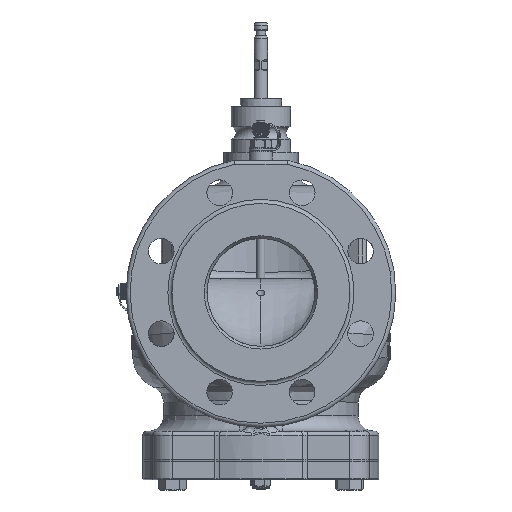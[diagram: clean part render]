
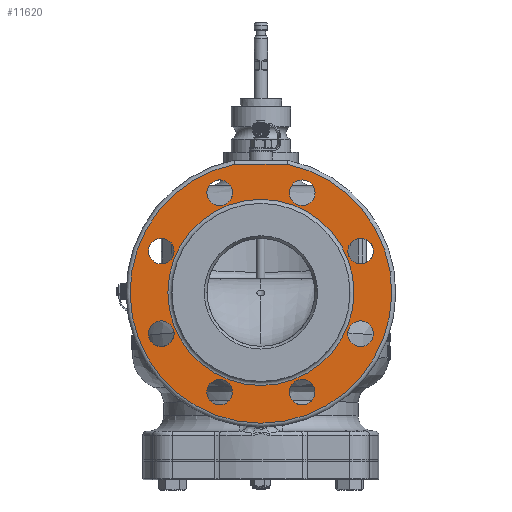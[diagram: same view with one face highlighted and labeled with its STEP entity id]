
A CAD part, left-side view. The second image highlights one B-rep face of the part: STEP entity #11620.
In plain terms, the highlighted planar face has unit normal (-1, 0, 0).
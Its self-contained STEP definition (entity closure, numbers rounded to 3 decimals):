
#5711=PLANE('',#44346);
#7714=LINE('',#100837,#9920);
#9920=VECTOR('',#52277,1.);
#11620=ADVANCED_FACE('',(#15363,#15364,#15365,#15366,#15367,#15368,#15369,
#15370,#15371,#15372),#5711,.F.);
#15363=FACE_BOUND('',#17317,.T.);
#15364=FACE_BOUND('',#17318,.T.);
#15365=FACE_BOUND('',#17319,.T.);
#15366=FACE_BOUND('',#17320,.T.);
#15367=FACE_BOUND('',#17321,.T.);
#15368=FACE_BOUND('',#17322,.T.);
#15369=FACE_BOUND('',#17323,.T.);
#15370=FACE_BOUND('',#17324,.T.);
#15371=FACE_BOUND('',#17325,.T.);
#15372=FACE_BOUND('',#17326,.T.);
#17317=EDGE_LOOP('',(#26086));
#17318=EDGE_LOOP('',(#26087));
#17319=EDGE_LOOP('',(#26088));
#17320=EDGE_LOOP('',(#26089));
#17321=EDGE_LOOP('',(#26090));
#17322=EDGE_LOOP('',(#26091));
#17323=EDGE_LOOP('',(#26092));
#17324=EDGE_LOOP('',(#26093));
#17325=EDGE_LOOP('',(#26094));
#17326=EDGE_LOOP('',(#26095,#26096));
#26086=ORIENTED_EDGE('',*,*,#38520,.F.);
#26087=ORIENTED_EDGE('',*,*,#38521,.F.);
#26088=ORIENTED_EDGE('',*,*,#38522,.F.);
#26089=ORIENTED_EDGE('',*,*,#38523,.F.);
#26090=ORIENTED_EDGE('',*,*,#38524,.F.);
#26091=ORIENTED_EDGE('',*,*,#38525,.F.);
#26092=ORIENTED_EDGE('',*,*,#38526,.F.);
#26093=ORIENTED_EDGE('',*,*,#38527,.F.);
#26094=ORIENTED_EDGE('',*,*,#38528,.T.);
#26095=ORIENTED_EDGE('',*,*,#38529,.T.);
#26096=ORIENTED_EDGE('',*,*,#38530,.T.);
#33523=VERTEX_POINT('',#100817);
#33524=VERTEX_POINT('',#100819);
#33525=VERTEX_POINT('',#100821);
#33526=VERTEX_POINT('',#100823);
#33527=VERTEX_POINT('',#100825);
#33528=VERTEX_POINT('',#100827);
#33529=VERTEX_POINT('',#100829);
#33530=VERTEX_POINT('',#100831);
#33531=VERTEX_POINT('',#100833);
#33532=VERTEX_POINT('',#100835);
#33533=VERTEX_POINT('',#100836);
#38520=EDGE_CURVE('',#33523,#33523,#41223,.T.);
#38521=EDGE_CURVE('',#33524,#33524,#41224,.T.);
#38522=EDGE_CURVE('',#33525,#33525,#41225,.T.);
#38523=EDGE_CURVE('',#33526,#33526,#41226,.T.);
#38524=EDGE_CURVE('',#33527,#33527,#41227,.T.);
#38525=EDGE_CURVE('',#33528,#33528,#41228,.T.);
#38526=EDGE_CURVE('',#33529,#33529,#41229,.T.);
#38527=EDGE_CURVE('',#33530,#33530,#41230,.T.);
#38528=EDGE_CURVE('',#33531,#33531,#41231,.T.);
#38529=EDGE_CURVE('',#33532,#33533,#41232,.T.);
#38530=EDGE_CURVE('',#33533,#33532,#7714,.T.);
#41223=CIRCLE('',#44336,9.5);
#41224=CIRCLE('',#44337,9.5);
#41225=CIRCLE('',#44338,9.5);
#41226=CIRCLE('',#44339,9.5);
#41227=CIRCLE('',#44340,9.5);
#41228=CIRCLE('',#44341,9.5);
#41229=CIRCLE('',#44342,9.5);
#41230=CIRCLE('',#44343,9.5);
#41231=CIRCLE('',#44344,69.);
#41232=CIRCLE('',#44345,97.);
#44336=AXIS2_PLACEMENT_3D('',#100816,#52257,#52258);
#44337=AXIS2_PLACEMENT_3D('',#100818,#52259,#52260);
#44338=AXIS2_PLACEMENT_3D('',#100820,#52261,#52262);
#44339=AXIS2_PLACEMENT_3D('',#100822,#52263,#52264);
#44340=AXIS2_PLACEMENT_3D('',#100824,#52265,#52266);
#44341=AXIS2_PLACEMENT_3D('',#100826,#52267,#52268);
#44342=AXIS2_PLACEMENT_3D('',#100828,#52269,#52270);
#44343=AXIS2_PLACEMENT_3D('',#100830,#52271,#52272);
#44344=AXIS2_PLACEMENT_3D('',#100832,#52273,#52274);
#44345=AXIS2_PLACEMENT_3D('',#100834,#52275,#52276);
#44346=AXIS2_PLACEMENT_3D('',#100838,#52278,#52279);
#52257=DIRECTION('',(-1.,0.,0.));
#52258=DIRECTION('',(0.,-1.,0.));
#52259=DIRECTION('',(-1.,0.,0.));
#52260=DIRECTION('',(0.,-0.707,-0.707));
#52261=DIRECTION('',(-1.,0.,0.));
#52262=DIRECTION('',(0.,0.,-1.));
#52263=DIRECTION('',(-1.,0.,0.));
#52264=DIRECTION('',(0.,0.707,-0.707));
#52265=DIRECTION('',(-1.,0.,0.));
#52266=DIRECTION('',(0.,1.,0.));
#52267=DIRECTION('',(-1.,0.,0.));
#52268=DIRECTION('',(0.,0.707,0.707));
#52269=DIRECTION('',(-1.,0.,0.));
#52270=DIRECTION('',(0.,0.,1.));
#52271=DIRECTION('',(-1.,0.,0.));
#52272=DIRECTION('',(0.,-0.707,0.707));
#52273=DIRECTION('',(1.,0.,0.));
#52274=DIRECTION('',(0.,0.,-1.));
#52275=DIRECTION('',(-1.,0.,0.));
#52276=DIRECTION('',(0.,0.,-1.));
#52277=DIRECTION('',(0.,1.,0.));
#52278=DIRECTION('',(1.,0.,0.));
#52279=DIRECTION('',(0.,0.,-1.));
#100816=CARTESIAN_POINT('',(-152.,73.91,30.615));
#100817=CARTESIAN_POINT('',(-152.,64.41,30.615));
#100818=CARTESIAN_POINT('',(-152.,30.615,73.91));
#100819=CARTESIAN_POINT('',(-152.,23.897,67.193));
#100820=CARTESIAN_POINT('',(-152.,-30.615,73.91));
#100821=CARTESIAN_POINT('',(-152.,-30.615,64.41));
#100822=CARTESIAN_POINT('',(-152.,-73.91,30.615));
#100823=CARTESIAN_POINT('',(-152.,-67.193,23.897));
#100824=CARTESIAN_POINT('',(-152.,-73.91,-30.615));
#100825=CARTESIAN_POINT('',(-152.,-64.41,-30.615));
#100826=CARTESIAN_POINT('',(-152.,-30.615,-73.91));
#100827=CARTESIAN_POINT('',(-152.,-23.897,-67.193));
#100828=CARTESIAN_POINT('',(-152.,30.615,-73.91));
#100829=CARTESIAN_POINT('',(-152.,30.615,-64.41));
#100830=CARTESIAN_POINT('',(-152.,73.91,-30.615));
#100831=CARTESIAN_POINT('',(-152.,67.193,-23.897));
#100832=CARTESIAN_POINT('',(-152.,0.,0.));
#100833=CARTESIAN_POINT('',(-152.,0.,-69.));
#100834=CARTESIAN_POINT('',(-152.,0.,0.));
#100835=CARTESIAN_POINT('',(-152.,19.596,95.));
#100836=CARTESIAN_POINT('',(-152.,-19.596,95.));
#100837=CARTESIAN_POINT('',(-152.,19.9,95.));
#100838=CARTESIAN_POINT('',(-152.,0.,100.));
